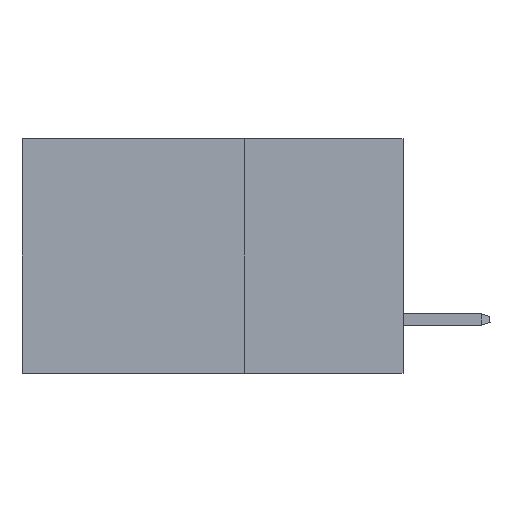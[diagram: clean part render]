
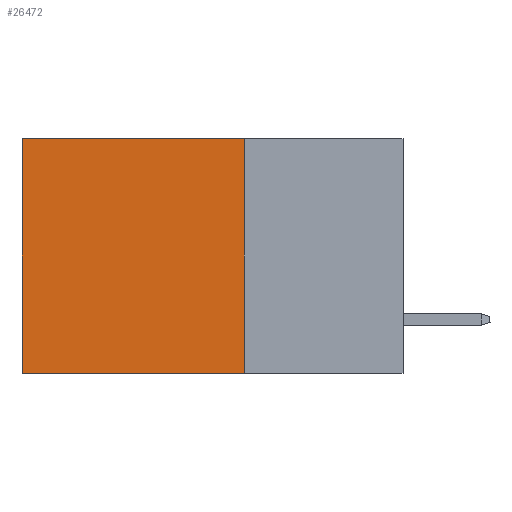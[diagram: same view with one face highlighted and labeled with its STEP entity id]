
A CAD part, left-side view. The second image highlights one B-rep face of the part: STEP entity #26472.
In plain terms, the highlighted planar face has unit normal (-1, 0, 0).
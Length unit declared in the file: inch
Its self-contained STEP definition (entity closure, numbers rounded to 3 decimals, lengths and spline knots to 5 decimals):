
#1291 = DIRECTION ( 'NONE',  ( 0., 1., 0. ) ) ;
#2899 = CARTESIAN_POINT ( 'NONE',  ( 0.2875, 0.6, -0.37 ) ) ;
#3424 = LINE ( 'NONE', #39357, #26311 ) ;
#3897 = CARTESIAN_POINT ( 'NONE',  ( 0.2875, 0.25, 0. ) ) ;
#4530 = CARTESIAN_POINT ( 'NONE',  ( 0.2875, 0.25, -0.37 ) ) ;
#5129 = VERTEX_POINT ( 'NONE', #15557 ) ;
#6197 = CARTESIAN_POINT ( 'NONE',  ( 0.2875, 0.25, 0. ) ) ;
#6461 = DIRECTION ( 'NONE',  ( 0., 0., -1. ) ) ;
#7446 = DIRECTION ( 'NONE',  ( 0., 0., -1. ) ) ;
#8882 = VERTEX_POINT ( 'NONE', #39732 ) ;
#10172 = VECTOR ( 'NONE', #1291, 39.37008 ) ;
#10467 = LINE ( 'NONE', #20844, #33307 ) ;
#14737 = ORIENTED_EDGE ( 'NONE', *, *, #30698, .T. ) ;
#15251 = ORIENTED_EDGE ( 'NONE', *, *, #20913, .F. ) ;
#15299 = CARTESIAN_POINT ( 'NONE',  ( 0.2875, 0.6, 0. ) ) ;
#15557 = CARTESIAN_POINT ( 'NONE',  ( 0.2875, 0.25, -0.37 ) ) ;
#18253 = VECTOR ( 'NONE', #33962, 39.37008 ) ;
#19893 = ORIENTED_EDGE ( 'NONE', *, *, #26959, .T. ) ;
#20844 = CARTESIAN_POINT ( 'NONE',  ( 0.2875, 0.6, 0. ) ) ;
#20913 = EDGE_CURVE ( 'NONE', #5129, #34274, #34164, .T. ) ;
#21504 = VERTEX_POINT ( 'NONE', #15299 ) ;
#23990 = ORIENTED_EDGE ( 'NONE', *, *, #25977, .F. ) ;
#25661 = AXIS2_PLACEMENT_3D ( 'NONE', #6197, #26713, #39520 ) ;
#25977 = EDGE_CURVE ( 'NONE', #8882, #5129, #3424, .T. ) ;
#26281 = PLANE ( 'NONE',  #25661 ) ;
#26311 = VECTOR ( 'NONE', #6461, 39.37008 ) ;
#26472 = ADVANCED_FACE ( 'NONE', ( #35838 ), #26281, .F. ) ;
#26713 = DIRECTION ( 'NONE',  ( 1., 0., 0. ) ) ;
#26959 = EDGE_CURVE ( 'NONE', #21504, #34274, #10467, .T. ) ;
#30698 = EDGE_CURVE ( 'NONE', #8882, #21504, #36999, .T. ) ;
#33307 = VECTOR ( 'NONE', #7446, 39.37008 ) ;
#33962 = DIRECTION ( 'NONE',  ( 0., 1., 0. ) ) ;
#34164 = LINE ( 'NONE', #4530, #10172 ) ;
#34274 = VERTEX_POINT ( 'NONE', #2899 ) ;
#35838 = FACE_OUTER_BOUND ( 'NONE', #36551, .T. ) ;
#36551 = EDGE_LOOP ( 'NONE', ( #19893, #15251, #23990, #14737 ) ) ;
#36999 = LINE ( 'NONE', #3897, #18253 ) ;
#39357 = CARTESIAN_POINT ( 'NONE',  ( 0.2875, 0.25, 0. ) ) ;
#39520 = DIRECTION ( 'NONE',  ( 0., 0., -1. ) ) ;
#39732 = CARTESIAN_POINT ( 'NONE',  ( 0.2875, 0.25, 0. ) ) ;
